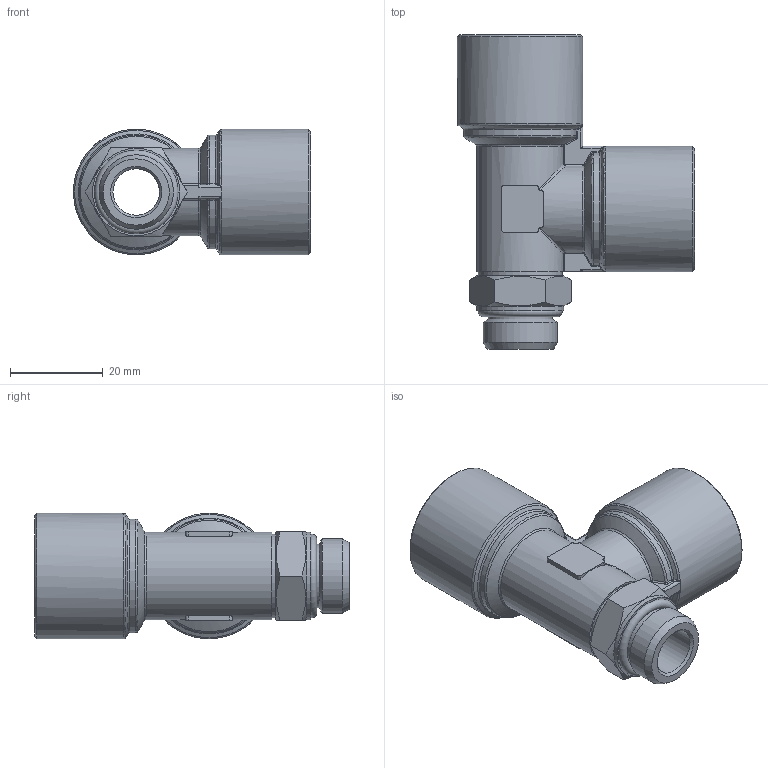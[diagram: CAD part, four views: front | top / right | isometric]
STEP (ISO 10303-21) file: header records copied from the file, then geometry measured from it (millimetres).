
FILE_DESCRIPTION(/* description */ ('STEP AP214'),/* implementation_level */ '2;1');
FILE_NAME(/* name */ 'T0140Q9S',/* time_stamp */ '2023-05-11T13:49:55+02:00',/* author */ ('License CC BY-ND 4.0'),/* organization */ ('CADENAS'),/* preprocessor_version */ 'ST-DEVELOPER v19.3',/* originating_system */ 'PARTsolutions',/* authorisation */ ' ');
FILE_SCHEMA (('AUTOMOTIVE_DESIGN {1 0 10303 214 3 1 1}'));
Length unit declared in the file: millimetre
Products named in the file (1): T0140Q9S
Bounding box: 51 x 67.7 x 27 mm (x, y, z)
Volume: 25628.5 mm3; surface area: 15586.6 mm2
Topology: 1 solids, 1 shells, 479 faces, 1236 edges, 798 vertices
Faces by surface type: bspline 194, plane 187, cylinder 63, torus 17, cone 17, sphere 1
Full cylindrical faces by diameter (mm): 10 x3, 11.8 x2, 12.5 x2, 13.7 x1, 16 x1, 16.18 x4, 18 x1, 18.8 x1, 23 x2, 27 x2
Entity records: 25949 total; most frequent: CARTESIAN_POINT 12410, ORIENTED_EDGE 2376, DIRECTION 1515, EDGE_CURVE 1188, VERTEX_POINT 785, LINE 583, VECTOR 583, EDGE_LOOP 557
